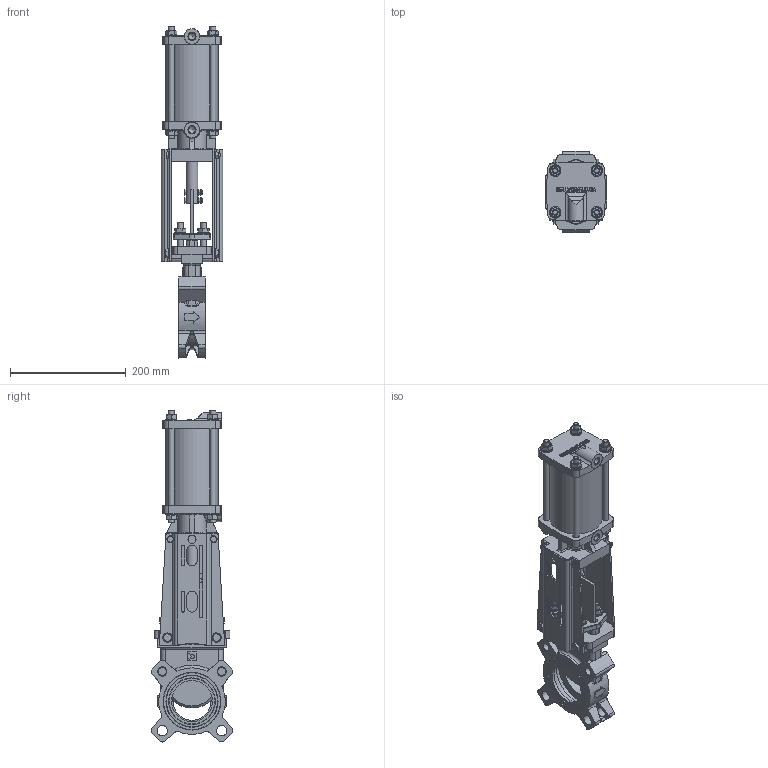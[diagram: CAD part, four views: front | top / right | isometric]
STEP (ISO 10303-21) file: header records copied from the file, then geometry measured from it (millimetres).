
FILE_DESCRIPTION(/* description */ (''),/* implementation_level */ '2;1');
FILE_NAME(/* name */ 'WGP25N-DN65_105879_logo.step',/* time_stamp */ '2025-06-27T16:10:17+02:00',/* author */ (''),/* organization */ (''),/* preprocessor_version */ 'ST-DEVELOPER v20.1',/* originating_system */ 'Autodesk Translation Framework v14.10.0.0',/* authorisation */ '');
FILE_SCHEMA (('AUTOMOTIVE_DESIGN { 1 0 10303 214 3 1 1 }'));
Length unit declared in the file: millimetre
Products named in the file (21): WGP25N-DN65_105879_logo; WGS-BO-GG-SOF-065-K; WGS-KN-xxx-065; WGS-GL-GG-065; local.DIN.76.51.8; WGS-BR-CS-B-065; WGS-BR-CS-F-065; local.DIN.19.161.8; local.DIN.162.190.8; local.DIN.19.132.9; local.DIN.162.130.8; WGS-CO-PD-AL-050-080-K; WGS-PL-PD-AL-050-065-K; WGS-ST-PD-065; WGS-ZY-AL-080-065; local.DIN.179.8.8; local.DIN.126.11.8; local.DIN.19.120.9; WGS-ZB-ST-065; local.DIN.162.220.8; local.DIN.126.14.8
Assembly tree (63 placements, depth 2):
  WGP25N-DN65_105879_logo
    WGS-BO-GG-SOF-065-K
    WGS-KN-xxx-065
    WGS-GL-GG-065
    local.DIN.76.51.8  x4
    local.DIN.162.220.8  x12
    local.DIN.126.14.8  x12
    WGS-BR-CS-B-065
    WGS-BR-CS-F-065
    local.DIN.19.161.8  x4
    local.DIN.162.190.8  x4
    local.DIN.19.132.9  x2
    local.DIN.162.130.8  x4
    local.DIN.126.11.8  x4
    WGS-CO-PD-AL-050-080-K
    WGS-PL-PD-AL-050-065-K
    WGS-ST-PD-065
    WGS-ZY-AL-080-065
    local.DIN.179.8.8  x2
    local.DIN.19.120.9  x2
    WGS-ZB-ST-065  x4
Bounding box: 106 x 141.28 x 574.14 mm (x, y, z)
Volume: 1769689.7 mm3; surface area: 547629.8 mm2
Topology: 63 solids, 63 shells, 1647 faces, 3952 edges, 2494 vertices
Faces by surface type: plane 752, cylinder 431, cone 216, bspline 164, torus 68, sphere 16
Full cylindrical faces by diameter (mm): 3.242 x3, 4.917 x4, 5.459 x4, 6 x4, 6.2 x4, 6.25 x4, 6.4 x4, 6.5 x6, 6.647 x4, 7.323 x4, 8 x4, 8.376 x16, 8.4 x4, 8.5 x4, 8.7 x4, 10 x8, 10.5 x12, 11 x8, 11.4 x4, 11.445 x2, 12 x4, 13.835 x4, 14 x1, 16 x5, 16.2 x1, 18 x4, 20 x13, 21.5 x1, 30 x1, 47.1 x1
Entity records: 41436 total; most frequent: CARTESIAN_POINT 11635, ORIENTED_EDGE 6172, DIRECTION 5748, EDGE_CURVE 3086, AXIS2_PLACEMENT_3D 2014, VERTEX_POINT 1971, LINE 1720, VECTOR 1720
